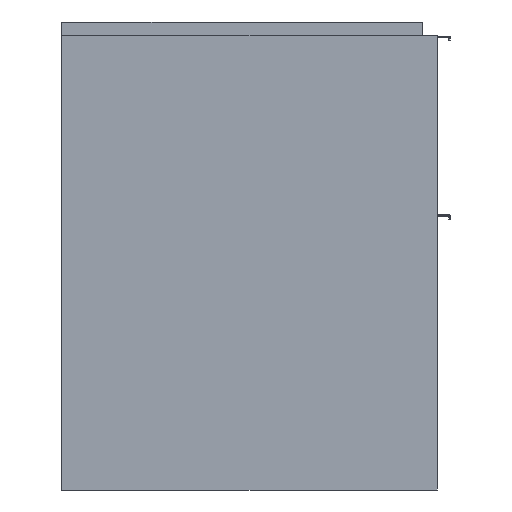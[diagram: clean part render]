
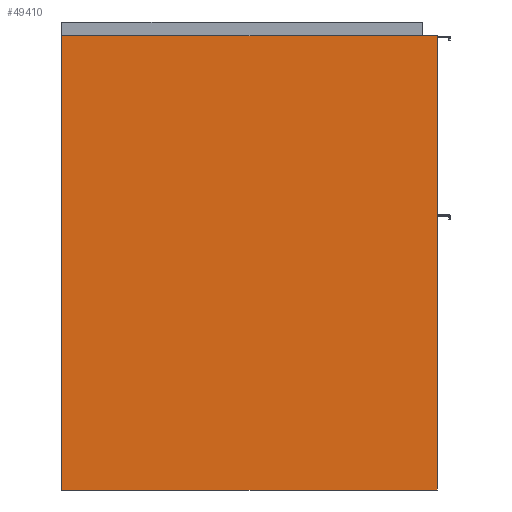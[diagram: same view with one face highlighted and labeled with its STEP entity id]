
A CAD part, left-side view. The second image highlights one B-rep face of the part: STEP entity #49410.
In plain terms, the highlighted planar face has unit normal (-1, 0, 0).
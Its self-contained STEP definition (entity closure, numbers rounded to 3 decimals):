
#4243=FACE_OUTER_BOUND('',#7057,.T.);
#7057=EDGE_LOOP('',(#37674,#37675,#37676,#37677));
#11177=LINE('',#75112,#16788);
#11181=LINE('',#75120,#16792);
#11184=LINE('',#75126,#16795);
#11187=LINE('',#75131,#16798);
#16788=VECTOR('',#60745,462.);
#16792=VECTOR('',#60751,559.);
#16795=VECTOR('',#60756,462.);
#16798=VECTOR('',#60761,559.);
#21940=VERTEX_POINT('',#75110);
#21941=VERTEX_POINT('',#75111);
#21944=VERTEX_POINT('',#75119);
#21946=VERTEX_POINT('',#75125);
#27654=EDGE_CURVE('',#21940,#21941,#11177,.T.);
#27658=EDGE_CURVE('',#21944,#21940,#11181,.T.);
#27661=EDGE_CURVE('',#21946,#21944,#11184,.T.);
#27664=EDGE_CURVE('',#21941,#21946,#11187,.T.);
#37674=ORIENTED_EDGE('',*,*,#27664,.F.);
#37675=ORIENTED_EDGE('',*,*,#27654,.F.);
#37676=ORIENTED_EDGE('',*,*,#27658,.F.);
#37677=ORIENTED_EDGE('',*,*,#27661,.F.);
#47292=PLANE('',#52627);
#49410=ADVANCED_FACE('',(#4243),#47292,.F.);
#52627=AXIS2_PLACEMENT_3D('',#75134,#60765,#60766);
#60745=DIRECTION('',(0.,1.,0.));
#60751=DIRECTION('',(0.,0.,-1.));
#60756=DIRECTION('',(0.,-1.,0.));
#60761=DIRECTION('',(0.,0.,1.));
#60765=DIRECTION('center_axis',(1.,0.,0.));
#60766=DIRECTION('ref_axis',(0.,0.,-1.));
#75110=CARTESIAN_POINT('',(0.,0.,0.));
#75111=CARTESIAN_POINT('',(0.,462.,0.));
#75112=CARTESIAN_POINT('',(0.,0.,0.));
#75119=CARTESIAN_POINT('',(0.,0.,559.));
#75120=CARTESIAN_POINT('',(0.,0.,559.));
#75125=CARTESIAN_POINT('',(0.,462.,559.));
#75126=CARTESIAN_POINT('',(0.,462.,559.));
#75131=CARTESIAN_POINT('',(0.,462.,0.));
#75134=CARTESIAN_POINT('Origin',(0.,231.,279.5));
